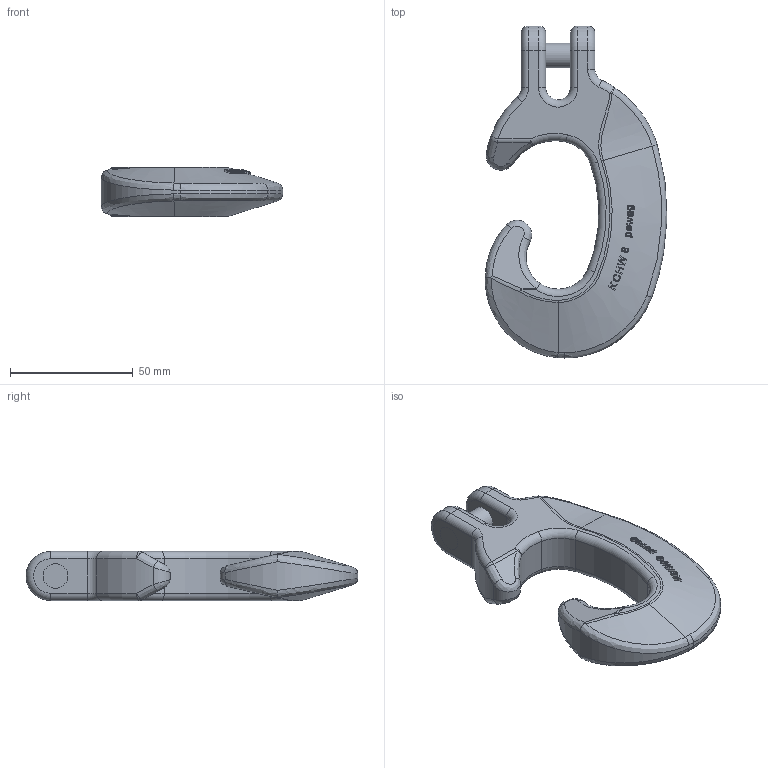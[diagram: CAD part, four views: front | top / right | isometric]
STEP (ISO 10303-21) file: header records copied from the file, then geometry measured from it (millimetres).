
FILE_DESCRIPTION(/* description */ (''),/* implementation_level */ '2;1');
FILE_NAME(/* name */ 'pewag_KCHW_8',/* time_stamp */ '2010-02-02T12:42:13+01:00',/* author */ (''),/* organization */ (''),/* preprocessor_version */ 'ST-DEVELOPER v9',/* originating_system */ 'UGS - NX 4.0',/* authorisation */ '');
FILE_SCHEMA (('AUTOMOTIVE_DESIGN { 1 0 10303 214 1 1 1 1 }'));
Length unit declared in the file: millimetre
Products named in the file (1): rit42147a9g
Bounding box: 73.95 x 135 x 20 mm (x, y, z)
Volume: 83149.6 mm3; surface area: 19246.9 mm2
Topology: 2 solids, 2 shells, 286 faces, 740 edges, 468 vertices
Faces by surface type: extrusion 95, plane 90, bspline 42, cylinder 31, torus 22, sphere 6
Full cylindrical faces by diameter (mm): 10 x3
Entity records: 12092 total; most frequent: CARTESIAN_POINT 5973, ORIENTED_EDGE 1458, DIRECTION 862, EDGE_CURVE 729, B_SPLINE_CURVE_WITH_KNOTS 487, VERTEX_POINT 466, EDGE_LOOP 309, VECTOR 302
